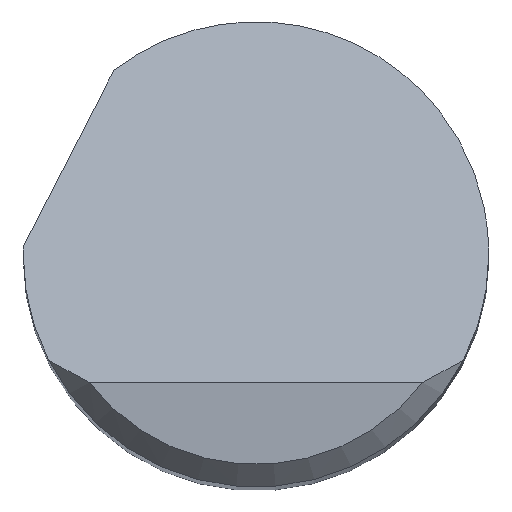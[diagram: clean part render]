
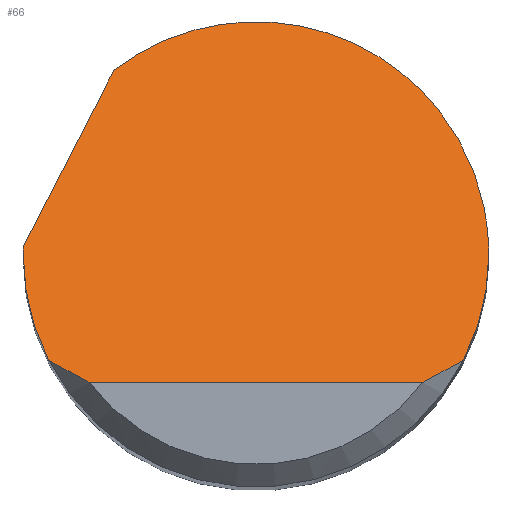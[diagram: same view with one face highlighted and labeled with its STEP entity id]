
A CAD part, top view. The second image highlights one B-rep face of the part: STEP entity #66.
In plain terms, the highlighted planar face has unit normal (0, 0.707, 0.707).
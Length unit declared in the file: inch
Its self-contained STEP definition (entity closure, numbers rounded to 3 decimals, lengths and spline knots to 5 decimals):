
#19 = LINE ( 'NONE', #360, #76 ) ;
#25 = EDGE_CURVE ( 'NONE', #727, #290, #585, .T. ) ;
#31 = CARTESIAN_POINT ( 'NONE',  ( -0.13906, -0.07125, 2.485 ) ) ;
#43 = CARTESIAN_POINT ( 'NONE',  ( -0.13906, -0.07125, 2.485 ) ) ;
#49 = B_SPLINE_CURVE_WITH_KNOTS ( 'NONE', 3,
 ( #311, #59, #128, #134 ),
 .UNSPECIFIED., .F., .F.,
 ( 4, 4 ),
 ( 0., 0.00088 ),
 .UNSPECIFIED. ) ;
#59 = CARTESIAN_POINT ( 'NONE',  ( -0.13035, -0.07657, 2.49032 ) ) ;
#60 = EDGE_CURVE ( 'NONE', #286, #659, #19, .T. ) ;
#63 = VECTOR ( 'NONE', #741, 39.37008 ) ;
#66 = ADVANCED_FACE ( 'NONE', ( #439 ), #754, .F. ) ;
#76 = VECTOR ( 'NONE', #605, 39.37008 ) ;
#86 = CARTESIAN_POINT ( 'NONE',  ( 0.13035, -0.07657, 2.49032 ) ) ;
#93 = CARTESIAN_POINT ( 'NONE',  ( -0.15625, 0.00167, 2.41208 ) ) ;
#94 = ORIENTED_EDGE ( 'NONE', *, *, #736, .F. ) ;
#98 = ORIENTED_EDGE ( 'NONE', *, *, #674, .F. ) ;
#111 = CARTESIAN_POINT ( 'NONE',  ( -0.15622, 0.00333, 2.41042 ) ) ;
#125 = CARTESIAN_POINT ( 'NONE',  ( 0.15625, 0., 2.41375 ) ) ;
#128 = CARTESIAN_POINT ( 'NONE',  ( -0.12131, -0.0816, 2.49535 ) ) ;
#130 = VERTEX_POINT ( 'NONE', #576 ) ;
#132 = CARTESIAN_POINT ( 'NONE',  ( 0.13906, -0.07125, 2.485 ) ) ;
#134 = CARTESIAN_POINT ( 'NONE',  ( -0.11186, -0.08625, 2.5 ) ) ;
#151 = CARTESIAN_POINT ( 'NONE',  ( 0.15625, 0., 2.41375 ) ) ;
#154 = DIRECTION ( 'NONE',  ( 0., 0.707, -0.707 ) ) ;
#163 = CARTESIAN_POINT ( 'NONE',  ( -0.15625, 0., 2.41375 ) ) ;
#166 = CARTESIAN_POINT ( 'NONE',  ( 0.15625, 0., 2.41375 ) ) ;
#217 = LINE ( 'NONE', #502, #63 ) ;
#232 = CARTESIAN_POINT ( 'NONE',  ( -0.15625, 0., 2.41375 ) ) ;
#265 =( BOUNDED_CURVE ( )  B_SPLINE_CURVE ( 3, ( #232, #93, #111, #343 ),
 .UNSPECIFIED., .F., .T. ) 
 B_SPLINE_CURVE_WITH_KNOTS ( ( 4, 4 ),
 ( 4.71239, 4.74439 ),
 .UNSPECIFIED. ) 
 CURVE ( )  GEOMETRIC_REPRESENTATION_ITEM ( )  RATIONAL_B_SPLINE_CURVE ( ( 1., 1., 1., 1. ) ) 
 REPRESENTATION_ITEM ( '' )  );
#275 = AXIS2_PLACEMENT_3D ( 'NONE', #387, #749, #154 ) ;
#280 = CARTESIAN_POINT ( 'NONE',  ( -0.15041, -0.04909, 2.46284 ) ) ;
#285 = CARTESIAN_POINT ( 'NONE',  ( -0.09521, 0.12389, 2.28986 ) ) ;
#286 = VERTEX_POINT ( 'NONE', #306 ) ;
#290 = VERTEX_POINT ( 'NONE', #132 ) ;
#306 = CARTESIAN_POINT ( 'NONE',  ( -0.11186, -0.08625, 2.5 ) ) ;
#311 = CARTESIAN_POINT ( 'NONE',  ( -0.13906, -0.07125, 2.485 ) ) ;
#325 = CARTESIAN_POINT ( 'NONE',  ( 0.13906, -0.07125, 2.485 ) ) ;
#329 = ORIENTED_EDGE ( 'NONE', *, *, #720, .F. ) ;
#343 = CARTESIAN_POINT ( 'NONE',  ( -0.15617, 0.005, 2.40875 ) ) ;
#355 = EDGE_LOOP ( 'NONE', ( #534, #545, #762, #329, #549, #94, #98, #367 ) ) ;
#360 = CARTESIAN_POINT ( 'NONE',  ( 0., -0.08625, 2.5 ) ) ;
#364 = EDGE_CURVE ( 'NONE', #684, #286, #49, .T. ) ;
#367 = ORIENTED_EDGE ( 'NONE', *, *, #364, .T. ) ;
#387 = CARTESIAN_POINT ( 'NONE',  ( -0.15625, -0.08625, 2.5 ) ) ;
#398 = CARTESIAN_POINT ( 'NONE',  ( -0.15625, -0.02489, 2.43864 ) ) ;
#403 = CARTESIAN_POINT ( 'NONE',  ( -0.09521, 0.12389, 2.28986 ) ) ;
#425 = EDGE_CURVE ( 'NONE', #659, #290, #546, .T. ) ;
#433 = CARTESIAN_POINT ( 'NONE',  ( 0.12131, -0.0816, 2.49535 ) ) ;
#439 = FACE_OUTER_BOUND ( 'NONE', #355, .T. ) ;
#451 = CARTESIAN_POINT ( 'NONE',  ( -0.15625, 0., 2.41375 ) ) ;
#457 = EDGE_CURVE ( 'NONE', #130, #670, #217, .T. ) ;
#477 =( BOUNDED_CURVE ( )  B_SPLINE_CURVE ( 3, ( #43, #280, #398, #451 ),
 .UNSPECIFIED., .F., .F. ) 
 B_SPLINE_CURVE_WITH_KNOTS ( ( 4, 4 ),
 ( 4.23889, 4.71239 ),
 .UNSPECIFIED. ) 
 CURVE ( )  GEOMETRIC_REPRESENTATION_ITEM ( )  RATIONAL_B_SPLINE_CURVE ( ( 1., 0.981, 0.981, 1. ) ) 
 REPRESENTATION_ITEM ( '' )  );
#482 = CARTESIAN_POINT ( 'NONE',  ( 0.15041, -0.04909, 2.46284 ) ) ;
#502 = CARTESIAN_POINT ( 'NONE',  ( -0.19753, -0.07567, 2.48942 ) ) ;
#517 = CARTESIAN_POINT ( 'NONE',  ( 0.15625, 0.1488, 2.26495 ) ) ;
#534 = ORIENTED_EDGE ( 'NONE', *, *, #60, .T. ) ;
#545 = ORIENTED_EDGE ( 'NONE', *, *, #425, .T. ) ;
#546 = B_SPLINE_CURVE_WITH_KNOTS ( 'NONE', 3,
 ( #738, #433, #86, #325 ),
 .UNSPECIFIED., .F., .F.,
 ( 4, 4 ),
 ( 0., 0.00088 ),
 .UNSPECIFIED. ) ;
#549 = ORIENTED_EDGE ( 'NONE', *, *, #457, .F. ) ;
#554 = CARTESIAN_POINT ( 'NONE',  ( 0.15625, -0.02489, 2.43864 ) ) ;
#576 = CARTESIAN_POINT ( 'NONE',  ( -0.15617, 0.005, 2.40875 ) ) ;
#585 =( BOUNDED_CURVE ( )  B_SPLINE_CURVE ( 3, ( #125, #554, #482, #681 ),
 .UNSPECIFIED., .F., .F. ) 
 B_SPLINE_CURVE_WITH_KNOTS ( ( 4, 4 ),
 ( 1.5708, 2.04429 ),
 .UNSPECIFIED. ) 
 CURVE ( )  GEOMETRIC_REPRESENTATION_ITEM ( )  RATIONAL_B_SPLINE_CURVE ( ( 1., 0.981, 0.981, 1. ) ) 
 REPRESENTATION_ITEM ( '' )  );
#599 = VERTEX_POINT ( 'NONE', #163 ) ;
#605 = DIRECTION ( 'NONE',  ( 1., 0., 0. ) ) ;
#649 =( BOUNDED_CURVE ( )  B_SPLINE_CURVE ( 3, ( #285, #702, #517, #166 ),
 .UNSPECIFIED., .F., .F. ) 
 B_SPLINE_CURVE_WITH_KNOTS ( ( 4, 4 ),
 ( 5.62792, 7.85398 ),
 .UNSPECIFIED. ) 
 CURVE ( )  GEOMETRIC_REPRESENTATION_ITEM ( )  RATIONAL_B_SPLINE_CURVE ( ( 1., 0.628, 0.628, 1. ) ) 
 REPRESENTATION_ITEM ( '' )  );
#659 = VERTEX_POINT ( 'NONE', #677 ) ;
#670 = VERTEX_POINT ( 'NONE', #403 ) ;
#674 = EDGE_CURVE ( 'NONE', #684, #599, #477, .T. ) ;
#677 = CARTESIAN_POINT ( 'NONE',  ( 0.11186, -0.08625, 2.5 ) ) ;
#681 = CARTESIAN_POINT ( 'NONE',  ( 0.13906, -0.07125, 2.485 ) ) ;
#684 = VERTEX_POINT ( 'NONE', #31 ) ;
#702 = CARTESIAN_POINT ( 'NONE',  ( 0.02277, 0.21456, 2.19919 ) ) ;
#720 = EDGE_CURVE ( 'NONE', #670, #727, #649, .T. ) ;
#727 = VERTEX_POINT ( 'NONE', #151 ) ;
#736 = EDGE_CURVE ( 'NONE', #599, #130, #265, .T. ) ;
#738 = CARTESIAN_POINT ( 'NONE',  ( 0.11186, -0.08625, 2.5 ) ) ;
#741 = DIRECTION ( 'NONE',  ( 0.341, 0.665, -0.665 ) ) ;
#749 = DIRECTION ( 'NONE',  ( 0., -0.707, -0.707 ) ) ;
#754 = PLANE ( 'NONE',  #275 ) ;
#762 = ORIENTED_EDGE ( 'NONE', *, *, #25, .F. ) ;
